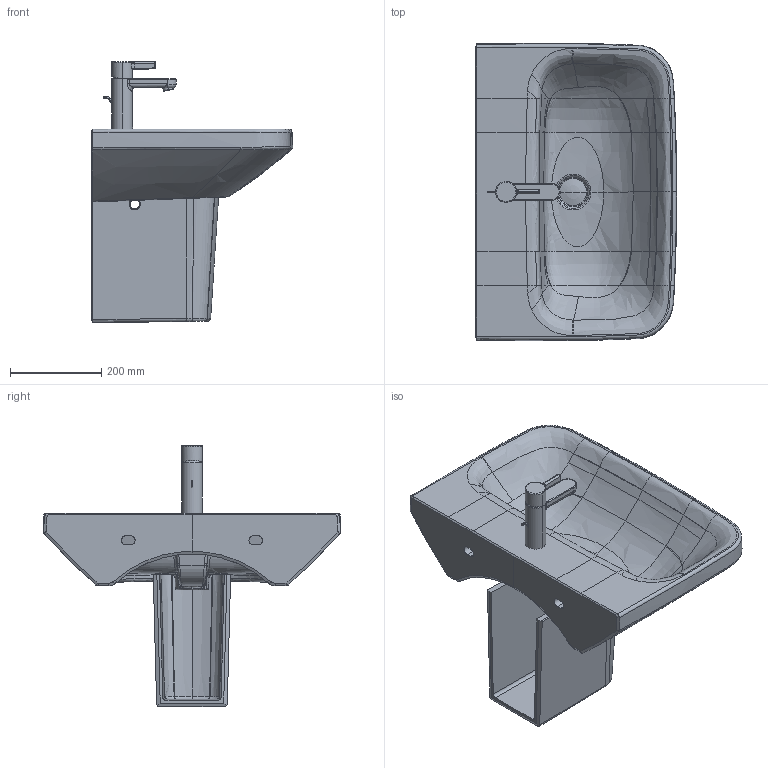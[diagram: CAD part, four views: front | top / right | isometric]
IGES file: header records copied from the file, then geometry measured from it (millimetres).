
Global section: file name: No Iges File Name specified; native system: Autodesk Inventor 2011; preprocessor: AutoDesk Inventor Iges Exporter R2011; author: Administrator; date: 20130527.181018; units: millimetre
Bounding box: 441.61 x 653.61 x 573.68 mm (x, y, z)
Volume: 18438587.1 mm3; surface area: 1448303.4 mm2
Topology: 8 solids, 8 shells, 513 faces, 1307 edges, 809 vertices
Faces by surface type: bspline 303, plane 83, cylinder 52, revolution 50, torus 19, cone 4, sphere 2
